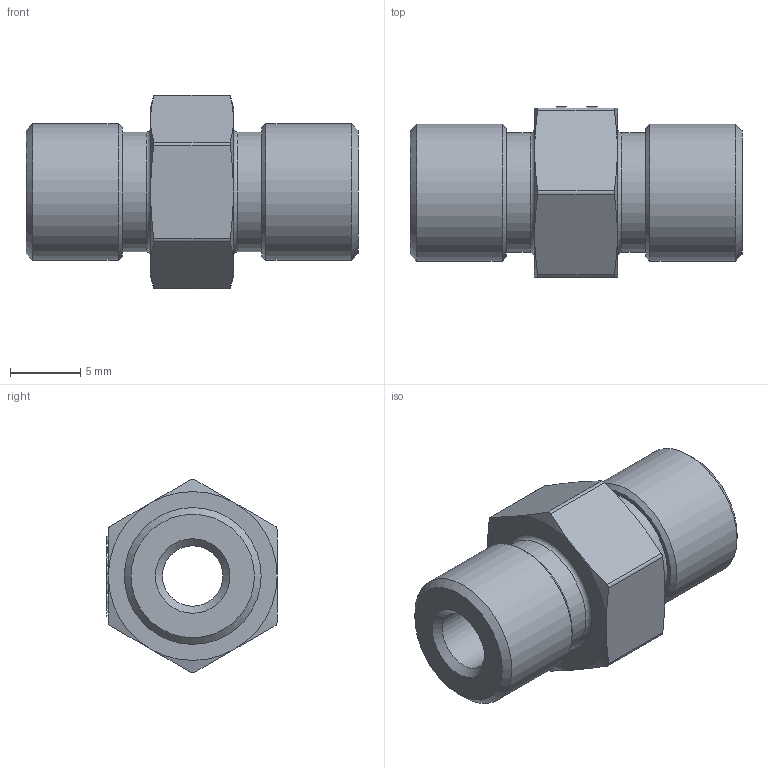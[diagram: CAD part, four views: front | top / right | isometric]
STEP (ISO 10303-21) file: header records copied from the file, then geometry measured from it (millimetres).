
FILE_DESCRIPTION (( 'STEP AP214' ), '1' );
FILE_NAME ('heco DN-018-6KZ-I.STEP', '2016-01-19T08:26:06', ( 'test' ), ( '' ), 'SwSTEP 2.0', 'SolidWorks 2011', '' );
FILE_SCHEMA (( 'AUTOMOTIVE_DESIGN' ));
Length unit declared in the file: millimetre
Products named in the file (1): heco DN-018-6KZ-I
Bounding box: 23.6 x 12.1 x 13.76 mm (x, y, z)
Volume: 1624.4 mm3; surface area: 1334.3 mm2
Topology: 1 solids, 1 shells, 216 faces, 546 edges, 359 vertices
Faces by surface type: plane 108, bspline 77, cone 18, cylinder 11, torus 2
Full cylindrical faces by diameter (mm): 4.3 x1, 8.5 x2, 9.728 x2
Entity records: 12910 total; most frequent: CARTESIAN_POINT 5980, ORIENTED_EDGE 1056, DIRECTION 648, EDGE_CURVE 528, VERTEX_POINT 354, VECTOR 308, LINE 308, EDGE_LOOP 258
